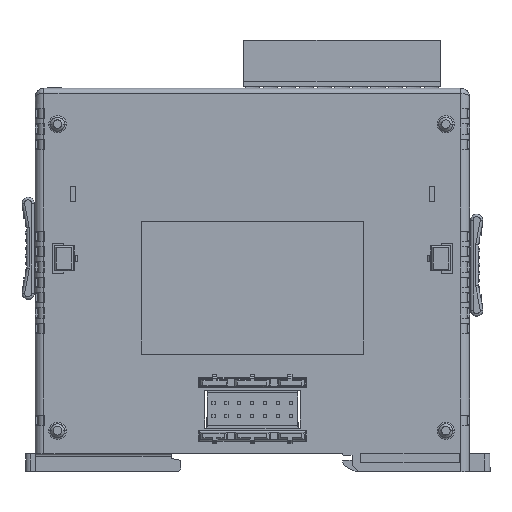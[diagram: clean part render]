
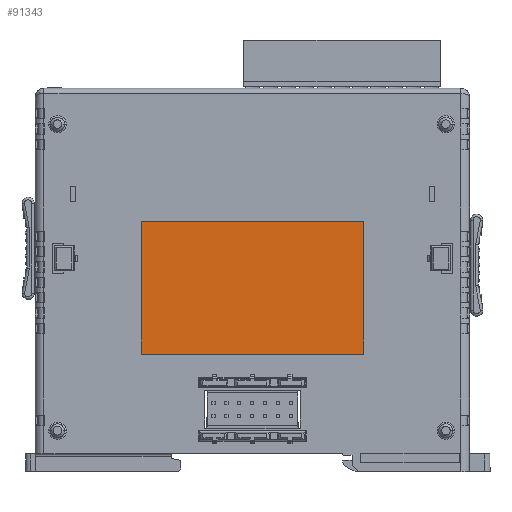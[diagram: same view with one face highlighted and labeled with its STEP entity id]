
A CAD part, left-side view. The second image highlights one B-rep face of the part: STEP entity #91343.
In plain terms, the highlighted planar face has unit normal (-1, 0, 0).
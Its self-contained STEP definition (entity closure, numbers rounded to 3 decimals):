
#463 = VERTEX_POINT ( 'NONE', #92250 ) ;
#5234 = EDGE_CURVE ( 'NONE', #463, #16837, #83046, .T. ) ;
#7359 = CARTESIAN_POINT ( 'NONE',  ( 83., -53.314, -36.586 ) ) ;
#8252 = VERTEX_POINT ( 'NONE', #152218 ) ;
#9991 = CARTESIAN_POINT ( 'NONE',  ( 83., -9.714, -62.186 ) ) ;
#14402 = AXIS2_PLACEMENT_3D ( 'NONE', #49626, #145550, #63442 ) ;
#16837 = VERTEX_POINT ( 'NONE', #9991 ) ;
#20231 = EDGE_CURVE ( 'NONE', #154035, #164533, #156348, .T. ) ;
#23631 = EDGE_CURVE ( 'NONE', #97855, #463, #64085, .T. ) ;
#29513 = CARTESIAN_POINT ( 'NONE',  ( 83., -9.714, -75.386 ) ) ;
#30506 = LINE ( 'NONE', #64079, #103382 ) ;
#34830 = DIRECTION ( 'NONE',  ( -1., 0., 0. ) ) ;
#37859 = CARTESIAN_POINT ( 'NONE',  ( 83., 10.986, -62.386 ) ) ;
#38903 = VERTEX_POINT ( 'NONE', #158988 ) ;
#43208 = ORIENTED_EDGE ( 'NONE', *, *, #112174, .T. ) ;
#44540 = ORIENTED_EDGE ( 'NONE', *, *, #20231, .T. ) ;
#45641 = CARTESIAN_POINT ( 'NONE',  ( 83., -53.114, -62.186 ) ) ;
#48202 = ORIENTED_EDGE ( 'NONE', *, *, #170714, .T. ) ;
#48796 = EDGE_LOOP ( 'NONE', ( #43208, #44540, #48202, #49569, #52821, #53900, #54549, #59584 ) ) ;
#49062 = PLANE ( 'NONE',  #14402 ) ;
#49569 = ORIENTED_EDGE ( 'NONE', *, *, #152350, .T. ) ;
#49626 = CARTESIAN_POINT ( 'NONE',  ( 83., 10.986, -75.386 ) ) ;
#51255 = EDGE_CURVE ( 'NONE', #8252, #97855, #30506, .T. ) ;
#52821 = ORIENTED_EDGE ( 'NONE', *, *, #134012, .T. ) ;
#53138 = FACE_OUTER_BOUND ( 'NONE', #48796, .T. ) ;
#53900 = ORIENTED_EDGE ( 'NONE', *, *, #51255, .T. ) ;
#54549 = ORIENTED_EDGE ( 'NONE', *, *, #23631, .T. ) ;
#57730 = DIRECTION ( 'NONE',  ( 0., 0., -1. ) ) ;
#59501 = DIRECTION ( 'NONE',  ( 0., -1., 0. ) ) ;
#59584 = ORIENTED_EDGE ( 'NONE', *, *, #5234, .T. ) ;
#63000 = DIRECTION ( 'NONE',  ( 0., 0., 1. ) ) ;
#63442 = DIRECTION ( 'NONE',  ( 0., 0., 1. ) ) ;
#64079 = CARTESIAN_POINT ( 'NONE',  ( 83., 10.986, -36.386 ) ) ;
#64085 = CIRCLE ( 'NONE', #141333, 0.2 ) ;
#64235 = DIRECTION ( 'NONE',  ( -1., 0., 0. ) ) ;
#69308 = VERTEX_POINT ( 'NONE', #7359 ) ;
#74761 = DIRECTION ( 'NONE',  ( -1., 0., 0. ) ) ;
#83046 = LINE ( 'NONE', #29513, #119470 ) ;
#83438 = VECTOR ( 'NONE', #133797, 1000. ) ;
#86706 = CIRCLE ( 'NONE', #102517, 0.2 ) ;
#89630 = AXIS2_PLACEMENT_3D ( 'NONE', #116937, #34830, #130709 ) ;
#91343 = ADVANCED_FACE ( 'NONE', ( #53138 ), #49062, .F. ) ;
#92250 = CARTESIAN_POINT ( 'NONE',  ( 83., -9.714, -36.586 ) ) ;
#97855 = VERTEX_POINT ( 'NONE', #134345 ) ;
#102517 = AXIS2_PLACEMENT_3D ( 'NONE', #146319, #64235, #160140 ) ;
#103382 = VECTOR ( 'NONE', #160008, 1000. ) ;
#112174 = EDGE_CURVE ( 'NONE', #16837, #154035, #86706, .T. ) ;
#116937 = CARTESIAN_POINT ( 'NONE',  ( 83., -53.114, -36.586 ) ) ;
#117550 = VECTOR ( 'NONE', #63000, 1000. ) ;
#119470 = VECTOR ( 'NONE', #57730, 1000. ) ;
#121005 = AXIS2_PLACEMENT_3D ( 'NONE', #45641, #141549, #59501 ) ;
#121237 = CIRCLE ( 'NONE', #89630, 0.2 ) ;
#123977 = CIRCLE ( 'NONE', #121005, 0.2 ) ;
#130709 = DIRECTION ( 'NONE',  ( 0., -1., 0. ) ) ;
#133797 = DIRECTION ( 'NONE',  ( 0., -1., 0. ) ) ;
#134012 = EDGE_CURVE ( 'NONE', #69308, #8252, #121237, .T. ) ;
#134345 = CARTESIAN_POINT ( 'NONE',  ( 83., -9.914, -36.386 ) ) ;
#141333 = AXIS2_PLACEMENT_3D ( 'NONE', #156805, #74761, #170570 ) ;
#141549 = DIRECTION ( 'NONE',  ( -1., 0., 0. ) ) ;
#145550 = DIRECTION ( 'NONE',  ( 1., 0., 0. ) ) ;
#146281 = CARTESIAN_POINT ( 'NONE',  ( 83., -53.114, -62.386 ) ) ;
#146319 = CARTESIAN_POINT ( 'NONE',  ( 83., -9.914, -62.186 ) ) ;
#152218 = CARTESIAN_POINT ( 'NONE',  ( 83., -53.114, -36.386 ) ) ;
#152350 = EDGE_CURVE ( 'NONE', #38903, #69308, #158339, .T. ) ;
#154035 = VERTEX_POINT ( 'NONE', #168032 ) ;
#156348 = LINE ( 'NONE', #37859, #83438 ) ;
#156805 = CARTESIAN_POINT ( 'NONE',  ( 83., -9.914, -36.586 ) ) ;
#158339 = LINE ( 'NONE', #172032, #117550 ) ;
#158988 = CARTESIAN_POINT ( 'NONE',  ( 83., -53.314, -62.186 ) ) ;
#160008 = DIRECTION ( 'NONE',  ( 0., 1., 0. ) ) ;
#160140 = DIRECTION ( 'NONE',  ( 0., -1., 0. ) ) ;
#164533 = VERTEX_POINT ( 'NONE', #146281 ) ;
#168032 = CARTESIAN_POINT ( 'NONE',  ( 83., -9.914, -62.386 ) ) ;
#170570 = DIRECTION ( 'NONE',  ( 0., -1., 0. ) ) ;
#170714 = EDGE_CURVE ( 'NONE', #164533, #38903, #123977, .T. ) ;
#172032 = CARTESIAN_POINT ( 'NONE',  ( 83., -53.314, -75.386 ) ) ;
